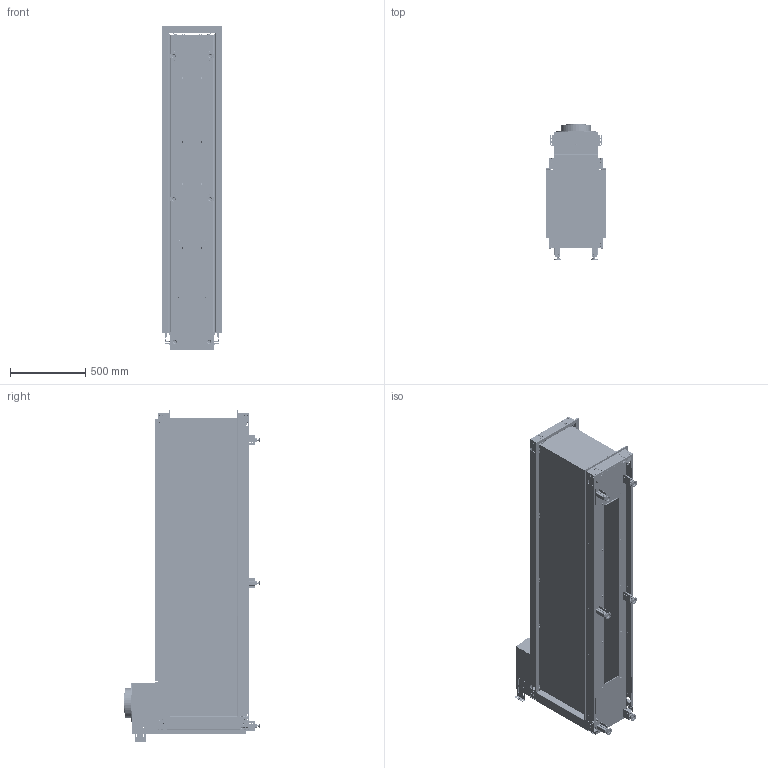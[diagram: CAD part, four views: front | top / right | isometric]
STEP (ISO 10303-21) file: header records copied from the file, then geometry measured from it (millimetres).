
FILE_DESCRIPTION (( 'STEP AP214' ), '1' );
FILE_NAME ('Fire_Assembly_BM-2000-RD-3S.STEP', '2026-01-19T15:54:41', ( '' ), ( '' ), 'SwSTEP 2.0', 'SolidWorks 2025', '' );
FILE_SCHEMA (( 'AUTOMOTIVE_DESIGN' ));
Length unit declared in the file: millimetre
Products named in the file (60): M8_Nutsert; Baffle_Top_Sub-Assy_Chaz_RD_200 RD inc Flue Sample; Base_Folding_Chaz_RD_200; Window_Trim_Top_Chaz RD_Room Divider Chaz; Flue_Adapter_Non-DuraVent_Ø200; Leg_Backing_Alt_RV; Frame_Support_Bracket_Rear_Peis_01_Wide VL65; Flue_Outer_Ring_Ø200_Flue Outer Ring Ø200 x 40 Bofill; M6_Hexsert_M6 Hexsert; M5_Hexsert_M5 Hexsert; Flue_Gasket_Inner_DuraVent_5Inch; Glass_Panel_Chaz_End RD Panel Chaz; Frame_Support_Assy_Rear_Peis_01_Wide VL65; Delayed_Ignition_Sub-Assembly_Chaz_150; Fire_Assembly_BM-2000-RD-3S; Frame_Front_Assy_Chaz_RD_Right Chaz 200; Window_Trim_Chaz_Rear Chaz; Window_Trim_Top_Chaz RD_200 LH RD ; Foot_Assy_Sub-Assy_RV; Foot_Folding_RV; Fire_Assy_Chaz_100_RD_Chaz 200  RD inc Flue Sample Bofill - Simplified for STEP; Firebox_Baffle_Sub-Assy_Chaz_RD_200 RD inc Flue Sample; Window_Trim_Chaz_200 LH RD ; Flue_Connection_Kit_Bofill_130-200 250 Offset (Chazelles 200 RD) - Adapter Supressed for STEP; M5_PEM_Fixing_M5x10 PEM Fixing; M8_Adjustable_Metal_Feet_Ø50 M8 x 50 Bolt Down; Flue_Adapter_Assy_Non-DuraVent_Ø130_Flue Inner Ø130 x 305 lg Bofill; Frame_Front_Assy_Chaz_RD_Mirror_Left Chaz 200; Frame_Rear_Assy_Chaz_R_Chaz; Frame_End_Folding_Chaz_End Chaz RD; Firebox_Weldment_Chaz_RD_200 RD inc Flue Sample; Glass_Panel_Chaz_Side RD Panel Chaz 200; Leg_Folding_Front_Alt_RV; Flue_Adapter_Assy_Non-DuraVent_Ø200_Flue Outer Ring Ø200 x 40 Bofill; Delayed_Ignition_Sub-Assy_Top_Chaz_150; Mirror_Frame_Front_Folding_Chaz_RD_Chaz 200 Left; Delayed_Ignition_Gasket_Top_Chaz_150; Frame_Support_Bracket_Assy_Chaz_Chaz; Window_Trim_Top_Chaz RD_Mirror_200 RH RD ; Frame_Support_Bracket_Assy_Chaz_Chaz Bottom ...
Assembly tree (227 placements, depth 6):
  Fire_Assembly_BM-2000-RD-3S
    Fire_Assy_Chaz_100_RD_with_Frames_Chaz 200 RD inc Flue Sample - Simplified for STEP
      Fire_Assy_Chaz_100_RD_Chaz 200  RD inc Flue Sample Bofill - Simplified for STEP
        Firebox_Weldment_Chaz_RD_200 RD inc Flue Sample
          Firebox_Base_Sub-Assy_Chaz_RD_200
            Base_Folding_Chaz_RD_200
            M6_Hexsert_M6 Hexsert  x10
            M5_Hexsert_M5 Hexsert  x26
          Firebox_Baffle_Sub-Assy_Chaz_RD_200 RD inc Flue Sample
            Baffle_Folding_Chaz_RD_200 RD inc Flue Sample
            M5_Hexsert_M5 Hexsert  x52
            M5_PEM_Fixing_M5x10 PEM Fixing  x14
          Baffle_Top_Sub-Assy_Chaz_RD_200 RD inc Flue Sample
            Baffle_Top_Folding_Chaz_RD_200 RD inc Flue Sample
            M5_Hexsert_M5 Hexsert  x8
            M6_Hexsert_M6 Hexsert  x4
          Leg_Sub-Assy_Alt_RV  x6
            Leg_Folding_Front_Alt_RV
            Leg_Backing_Alt_RV
        Flue_Gasket_Outer_DuraVent_8_Inch
        Flue_Gasket_Inner_DuraVent_5Inch
        Flue_Connection_Kit_Bofill_130-200 250 Offset (Chazelles 200 RD) - Adapter Supressed for STEP
          Flue_Adapter_Assy_Non-DuraVent_Ø200_Flue Outer Ring Ø200 x 40 Bofill
            Flue_Adapter_Non-DuraVent_Ø200
            Flue_Outer_Ring_Ø200_Flue Outer Ring Ø200 x 40 Bofill
          Flue_Adapter_Assy_Non-DuraVent_Ø130_Flue Inner Ø130 x 305 lg Bofill
            Flue_Adapter_Non-DuraVent_Ø130_Bofill
            Flue_Inner_Ø130_Non-DuraVent_Adapter_Flue Inner Ø130 x 305 lg Bofill
        Delayed_Ignition_Sub-Assy_Top_Chaz_150  x2
          Delayed_Ignition_Gasket_Top_Chaz_150
          Delayed_Ignition_Sub-Assembly_Chaz_150
            Delayed_Ignition_Flap_Top_Chaz_150
            Delayed_Ignition_Rib_Chaz_150
        Fixing_Bracket_Peis_02  x2
        Foot_Assy_Sub-Assy_RV  x6
          Foot_Folding_RV
          M8_Nutsert
        M8_Adjustable_Metal_Feet_Ø50 M8 x 50 Bolt Down  x6
      Frame_End_Assy_Chaz_Frame End RD  x2
        Frame_End_Folding_Chaz_End Chaz RD
        M5_PEM_Fixing_M5x10 PEM Fixing
      Glass_Panel_Chaz_End RD Panel Chaz
      Glass_Panel_Chaz_Side RD Panel Chaz 200  x2
      Frame_Front_Assy_Chaz_RD_Right Chaz 200  x2
        Frame_Front_Folding_Chaz_RD_Chaz 200 Right
        M5_PEM_Fixing_M5x10 PEM Fixing
      Frame_Front_Assy_Chaz_RD_Mirror_Left Chaz 200  x2
        Mirror_Frame_Front_Folding_Chaz_RD_Chaz 200 Left
        M5_PEM_Fixing_M5x10 PEM Fixing
      Frame_Rear_Assy_Chaz_R_Chaz  x2
        Frame_Rear_Folding_Chaz_RD_Chaz
        M5_PEM_Fixing_M5x10 PEM Fixing
      Frame_Support_Bracket_Assy_Chaz_Chaz  x2
        Frame_Support_Bracket_Chaz_Chaz
        M5_Hexsert_M5 Hexsert
      Frame_Support_Bracket_Assy_Chaz_Chaz Bottom  x2
        Frame_Support_Bracket_Chaz_Chaz Bottom
        M5_Hexsert_M5 Hexsert
      Frame_Support_Assy_Rear_Peis_01_VL65  x2
        Frame_Support_Bracket_Rear_Peis_01_VL65
Bounding box: 401.94 x 902.8 x 2205.4 mm (x, y, z)
Volume: 16988956.6 mm3; surface area: 13725328.5 mm2
Topology: 248 solids, 248 shells, 16960 faces, 43894 edges, 27952 vertices
Faces by surface type: plane 11274, cylinder 4035, cone 1358, torus 156, bspline 137
Entity records: 112677 total; most frequent: CARTESIAN_POINT 24975, ORIENTED_EDGE 17820, DIRECTION 17269, EDGE_CURVE 8910, LINE 6715, VECTOR 6715, VERTEX_POINT 5574, AXIS2_PLACEMENT_3D 5277
